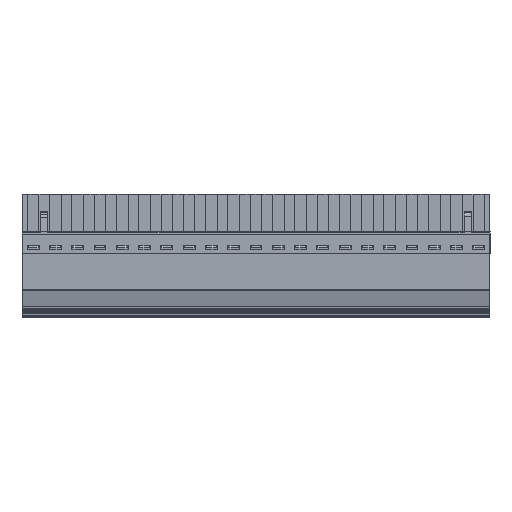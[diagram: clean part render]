
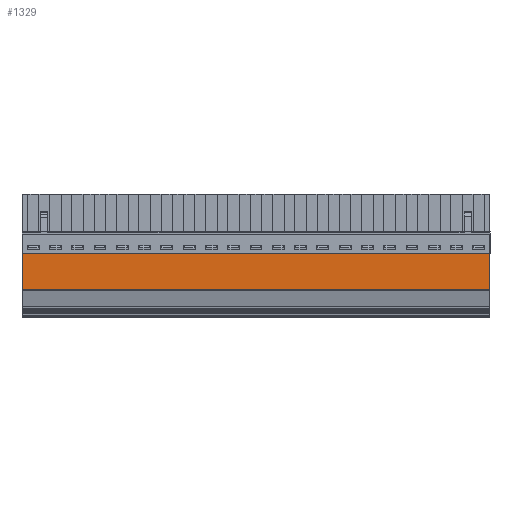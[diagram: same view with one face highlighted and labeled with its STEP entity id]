
A CAD part, front view. The second image highlights one B-rep face of the part: STEP entity #1329.
In plain terms, the highlighted planar face has unit normal (0, -1, 0).
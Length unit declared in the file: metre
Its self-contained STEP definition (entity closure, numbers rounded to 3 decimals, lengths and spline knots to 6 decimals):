
#1329=ADVANCED_FACE('',(#3815),#3816,.T.);
#3815=FACE_OUTER_BOUND('',#7755,.T.);
#3816=PLANE('',#7756);
#7755=EDGE_LOOP('',(#11929,#11930,#11931,#11932,#11933,#11934,#11935,#11936,#11937,#11938));
#7756=AXIS2_PLACEMENT_3D('',#11939,#11940,#11941);
#11929=ORIENTED_EDGE('',*,*,#22021,.T.);
#11930=ORIENTED_EDGE('',*,*,#22058,.T.);
#11931=ORIENTED_EDGE('',*,*,#22059,.F.);
#11932=ORIENTED_EDGE('',*,*,#22060,.T.);
#11933=ORIENTED_EDGE('',*,*,#22061,.T.);
#11934=ORIENTED_EDGE('',*,*,#22062,.T.);
#11935=ORIENTED_EDGE('',*,*,#22063,.F.);
#11936=ORIENTED_EDGE('',*,*,#21914,.F.);
#11937=ORIENTED_EDGE('',*,*,#21909,.T.);
#11938=ORIENTED_EDGE('',*,*,#22064,.T.);
#11939=CARTESIAN_POINT('',(-0.02695,-0.035437,-0.075199));
#11940=DIRECTION('',(0.,-1.0,0.));
#11941=DIRECTION('',(0.,0.,1.0));
#21909=EDGE_CURVE('',#25910,#25908,#25911,.T.);
#21914=EDGE_CURVE('',#25910,#25917,#25918,.T.);
#22021=EDGE_CURVE('',#26082,#26080,#26083,.T.);
#22058=EDGE_CURVE('',#26080,#26140,#26141,.T.);
#22059=EDGE_CURVE('',#26142,#26140,#26143,.T.);
#22060=EDGE_CURVE('',#26142,#26144,#26145,.T.);
#22061=EDGE_CURVE('',#26144,#26146,#26147,.T.);
#22062=EDGE_CURVE('',#26146,#26148,#26149,.T.);
#22063=EDGE_CURVE('',#25917,#26148,#26150,.T.);
#22064=EDGE_CURVE('',#25908,#26082,#26151,.T.);
#25908=VERTEX_POINT('',#31774);
#25910=VERTEX_POINT('',#31777);
#25911=LINE('',#31778,#31779);
#25917=VERTEX_POINT('',#31788);
#25918=LINE('',#31789,#31790);
#26080=VERTEX_POINT('',#32011);
#26082=VERTEX_POINT('',#32014);
#26083=LINE('',#32015,#32016);
#26140=VERTEX_POINT('',#32080);
#26141=LINE('',#32081,#32082);
#26142=VERTEX_POINT('',#32083);
#26143=LINE('',#32084,#32085);
#26144=VERTEX_POINT('',#32086);
#26145=LINE('',#32087,#32088);
#26146=VERTEX_POINT('',#32089);
#26147=LINE('',#32090,#32091);
#26148=VERTEX_POINT('',#32092);
#26149=LINE('',#32093,#32094);
#26150=LINE('',#32095,#32096);
#26151=LINE('',#32097,#32098);
#31774=CARTESIAN_POINT('',(-0.02695,-0.035437,-0.064424));
#31777=CARTESIAN_POINT('',(-0.026946,-0.035437,-0.064424));
#31778=CARTESIAN_POINT('',(-0.02695,-0.035437,-0.064424));
#31779=VECTOR('',#40270,1.0);
#31788=CARTESIAN_POINT('',(-0.026946,-0.035437,-0.067526));
#31789=CARTESIAN_POINT('',(-0.026946,-0.035437,-0.075199));
#31790=VECTOR('',#40274,1.0);
#32011=CARTESIAN_POINT('',(0.078052,-0.035437,-0.076626));
#32014=CARTESIAN_POINT('',(-0.02695,-0.035437,-0.076626));
#32015=CARTESIAN_POINT('',(0.037814,-0.035437,-0.076626));
#32016=VECTOR('',#40395,1.0);
#32080=CARTESIAN_POINT('',(0.078052,-0.035437,-0.067526));
#32081=CARTESIAN_POINT('',(0.078052,-0.035437,-0.075199));
#32082=VECTOR('',#40451,1.0);
#32083=CARTESIAN_POINT('',(0.076947,-0.035437,-0.067526));
#32084=CARTESIAN_POINT('',(-0.00195,-0.035437,-0.067526));
#32085=VECTOR('',#40452,1.0);
#32086=CARTESIAN_POINT('',(0.076947,-0.035437,-0.068613));
#32087=CARTESIAN_POINT('',(0.076947,-0.035437,-0.075199));
#32088=VECTOR('',#40453,1.0);
#32089=CARTESIAN_POINT('',(-0.025847,-0.035437,-0.068613));
#32090=CARTESIAN_POINT('',(-0.02695,-0.035437,-0.068613));
#32091=VECTOR('',#40454,1.0);
#32092=CARTESIAN_POINT('',(-0.025847,-0.035437,-0.067526));
#32093=CARTESIAN_POINT('',(-0.025847,-0.035437,-0.075199));
#32094=VECTOR('',#40455,1.0);
#32095=CARTESIAN_POINT('',(-0.02695,-0.035437,-0.067526));
#32096=VECTOR('',#40456,1.0);
#32097=CARTESIAN_POINT('',(-0.02695,-0.035437,-0.075199));
#32098=VECTOR('',#40457,1.0);
#40270=DIRECTION('',(-1.0,0.,0.));
#40274=DIRECTION('',(0.,0.,-1.0));
#40395=DIRECTION('',(1.0,0.,0.));
#40451=DIRECTION('',(0.,0.,1.0));
#40452=DIRECTION('',(1.0,0.,0.));
#40453=DIRECTION('',(0.,0.,-1.0));
#40454=DIRECTION('',(-1.0,0.,0.));
#40455=DIRECTION('',(0.,0.,1.0));
#40456=DIRECTION('',(1.0,0.,0.));
#40457=DIRECTION('',(0.,0.,-1.0));
